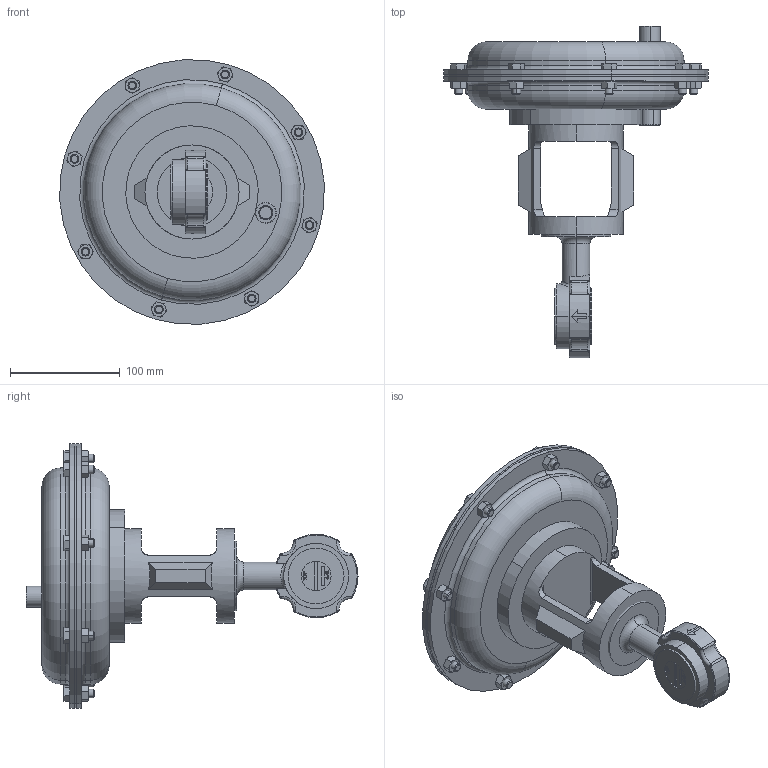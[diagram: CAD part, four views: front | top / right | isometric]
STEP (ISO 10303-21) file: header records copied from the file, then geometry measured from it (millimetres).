
FILE_DESCRIPTION (( 'STEP AP203' ), '1' );
FILE_NAME ('75-100-CS+S6-I3-35M.STEP', '2017-08-22T12:54:12', ( '' ), ( '' ), 'SwSTEP 2.0', 'SolidWorks 2014', '' );
FILE_SCHEMA (( 'CONFIG_CONTROL_DESIGN' ));
Length unit declared in the file: inch
Products named in the file (2): 75-100-CS+S6-I3-35M
Bounding box: 240.63 x 302.3 x 240.63 mm (x, y, z)
Volume: 3012972.4 mm3; surface area: 429085.8 mm2
Topology: 25 solids, 25 shells, 638 faces, 1434 edges, 865 vertices
Faces by surface type: plane 256, cone 180, cylinder 100, bspline 64, torus 38
Entity records: 22856 total; most frequent: CARTESIAN_POINT 9458, ORIENTED_EDGE 2836, DIRECTION 2541, EDGE_CURVE 1418, AXIS2_PLACEMENT_3D 1019, VERTEX_POINT 865, EDGE_LOOP 679, FACE_OUTER_BOUND 638
